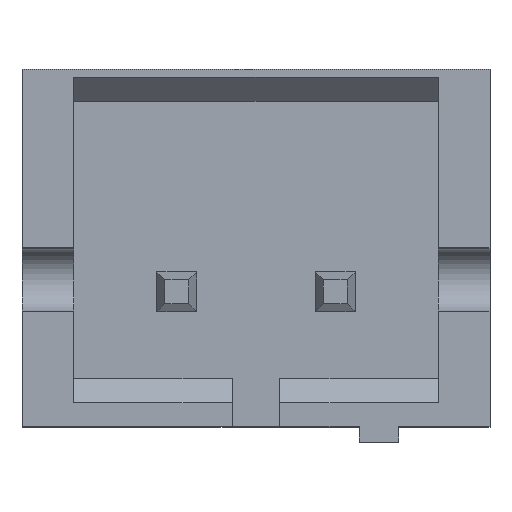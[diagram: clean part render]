
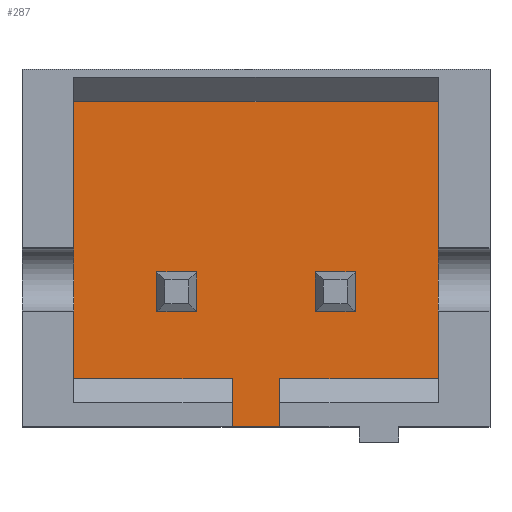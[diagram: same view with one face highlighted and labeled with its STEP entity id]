
A CAD part, top view. The second image highlights one B-rep face of the part: STEP entity #287.
In plain terms, the highlighted planar face has unit normal (0, 0, 1).
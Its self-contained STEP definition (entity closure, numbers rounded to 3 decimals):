
#287=ADVANCED_FACE('',(#975,#977,#979),#981,.T.);
#975=FACE_BOUND('',#976,.T.);
#976=EDGE_LOOP('',(#1552,#1553,#1554,#1555,#1556,#1557,#1558,#1559));
#977=FACE_BOUND('',#978,.T.);
#978=EDGE_LOOP('',(#1560,#1561,#1562,#1563));
#979=FACE_BOUND('',#980,.T.);
#980=EDGE_LOOP('',(#1564,#1565,#1566,#1567));
#981=PLANE('',#982);
#982=AXIS2_PLACEMENT_3D('',#983,#984,#985);
#983=CARTESIAN_POINT('',(0.,0.,1.75));
#984=DIRECTION('',(0.,0.,1.));
#985=DIRECTION('',(1.,0.,0.));
#1552=ORIENTED_EDGE('',*,*,#1927,.T.);
#1553=ORIENTED_EDGE('',*,*,#1928,.T.);
#1554=ORIENTED_EDGE('',*,*,#1929,.T.);
#1555=ORIENTED_EDGE('',*,*,#1930,.T.);
#1556=ORIENTED_EDGE('',*,*,#1849,.F.);
#1557=ORIENTED_EDGE('',*,*,#1926,.F.);
#1558=ORIENTED_EDGE('',*,*,#1931,.T.);
#1559=ORIENTED_EDGE('',*,*,#1916,.F.);
#1560=ORIENTED_EDGE('',*,*,#1932,.F.);
#1561=ORIENTED_EDGE('',*,*,#1933,.F.);
#1562=ORIENTED_EDGE('',*,*,#1934,.F.);
#1563=ORIENTED_EDGE('',*,*,#1935,.F.);
#1564=ORIENTED_EDGE('',*,*,#1936,.F.);
#1565=ORIENTED_EDGE('',*,*,#1937,.F.);
#1566=ORIENTED_EDGE('',*,*,#1938,.F.);
#1567=ORIENTED_EDGE('',*,*,#1939,.F.);
#1849=EDGE_CURVE('',#2100,#2102,#2103,.F.);
#1916=EDGE_CURVE('',#2212,#2214,#2215,.T.);
#1926=EDGE_CURVE('',#2227,#2100,#2229,.T.);
#1927=EDGE_CURVE('',#2212,#2230,#2231,.T.);
#1928=EDGE_CURVE('',#2230,#2232,#2233,.T.);
#1929=EDGE_CURVE('',#2232,#2234,#2235,.T.);
#1930=EDGE_CURVE('',#2234,#2102,#2236,.T.);
#1931=EDGE_CURVE('',#2227,#2214,#2237,.T.);
#1932=EDGE_CURVE('',#2238,#2239,#2240,.T.);
#1933=EDGE_CURVE('',#2241,#2238,#2242,.T.);
#1934=EDGE_CURVE('',#2243,#2241,#2244,.T.);
#1935=EDGE_CURVE('',#2239,#2243,#2245,.T.);
#1936=EDGE_CURVE('',#2246,#2247,#2248,.T.);
#1937=EDGE_CURVE('',#2249,#2246,#2250,.T.);
#1938=EDGE_CURVE('',#2251,#2249,#2252,.T.);
#1939=EDGE_CURVE('',#2247,#2251,#2253,.T.);
#2100=VERTEX_POINT('',#2529);
#2102=VERTEX_POINT('',#2533);
#2103=LINE('',#2534,#2535);
#2212=VERTEX_POINT('',#2777);
#2214=VERTEX_POINT('',#2781);
#2215=LINE('',#2782,#2783);
#2227=VERTEX_POINT('',#2812);
#2229=LINE('',#2816,#2817);
#2230=VERTEX_POINT('',#2819);
#2231=LINE('',#2820,#2821);
#2232=VERTEX_POINT('',#2823);
#2233=LINE('',#2824,#2825);
#2234=VERTEX_POINT('',#2827);
#2235=LINE('',#2828,#2829);
#2236=LINE('',#2831,#2832);
#2237=LINE('',#2834,#2835);
#2238=VERTEX_POINT('',#2837);
#2239=VERTEX_POINT('',#2838);
#2240=LINE('',#2839,#2840);
#2241=VERTEX_POINT('',#2842);
#2242=LINE('',#2843,#2844);
#2243=VERTEX_POINT('',#2846);
#2244=LINE('',#2847,#2848);
#2245=LINE('',#2850,#2851);
#2246=VERTEX_POINT('',#2853);
#2247=VERTEX_POINT('',#2854);
#2248=LINE('',#2855,#2856);
#2249=VERTEX_POINT('',#2858);
#2250=LINE('',#2859,#2860);
#2251=VERTEX_POINT('',#2862);
#2252=LINE('',#2863,#2864);
#2253=LINE('',#2866,#2867);
#2529=CARTESIAN_POINT('',(1.3,-1.7,1.75));
#2533=CARTESIAN_POINT('',(0.7,-1.7,1.75));
#2534=CARTESIAN_POINT('',(0.7,-1.7,1.75));
#2535=VECTOR('',#2536,1.);
#2536=DIRECTION('',(1.,0.,0.));
#2777=CARTESIAN_POINT('',(3.3,2.4,1.75));
#2781=CARTESIAN_POINT('',(3.3,-1.1,1.75));
#2782=CARTESIAN_POINT('',(3.3,2.4,1.75));
#2783=VECTOR('',#2784,1.);
#2784=DIRECTION('',(0.,-1.,0.));
#2812=CARTESIAN_POINT('',(1.3,-1.1,1.75));
#2816=CARTESIAN_POINT('',(1.3,-1.1,1.75));
#2817=VECTOR('',#2818,1.);
#2818=DIRECTION('',(0.,-1.,0.));
#2819=CARTESIAN_POINT('',(-1.3,2.4,1.75));
#2820=CARTESIAN_POINT('',(3.3,2.4,1.75));
#2821=VECTOR('',#2822,1.);
#2822=DIRECTION('',(-1.,0.,0.));
#2823=CARTESIAN_POINT('',(-1.3,-1.1,1.75));
#2824=CARTESIAN_POINT('',(-1.3,2.4,1.75));
#2825=VECTOR('',#2826,1.);
#2826=DIRECTION('',(0.,-1.,0.));
#2827=CARTESIAN_POINT('',(0.7,-1.1,1.75));
#2828=CARTESIAN_POINT('',(-1.3,-1.1,1.75));
#2829=VECTOR('',#2830,1.);
#2830=DIRECTION('',(1.,0.,0.));
#2831=CARTESIAN_POINT('',(0.7,-1.1,1.75));
#2832=VECTOR('',#2833,1.);
#2833=DIRECTION('',(0.,-1.,0.));
#2834=CARTESIAN_POINT('',(1.3,-1.1,1.75));
#2835=VECTOR('',#2836,1.);
#2836=DIRECTION('',(1.,0.,0.));
#2837=CARTESIAN_POINT('',(2.25,0.25,1.75));
#2838=CARTESIAN_POINT('',(1.75,0.25,1.75));
#2839=CARTESIAN_POINT('',(2.25,0.25,1.75));
#2840=VECTOR('',#2841,1.);
#2841=DIRECTION('',(-1.,0.,0.));
#2842=CARTESIAN_POINT('',(2.25,-0.25,1.75));
#2843=CARTESIAN_POINT('',(2.25,-0.25,1.75));
#2844=VECTOR('',#2845,1.);
#2845=DIRECTION('',(0.,1.,0.));
#2846=CARTESIAN_POINT('',(1.75,-0.25,1.75));
#2847=CARTESIAN_POINT('',(1.75,-0.25,1.75));
#2848=VECTOR('',#2849,1.);
#2849=DIRECTION('',(1.,0.,0.));
#2850=CARTESIAN_POINT('',(1.75,0.25,1.75));
#2851=VECTOR('',#2852,1.);
#2852=DIRECTION('',(0.,-1.,0.));
#2853=CARTESIAN_POINT('',(0.25,0.25,1.75));
#2854=CARTESIAN_POINT('',(-0.25,0.25,1.75));
#2855=CARTESIAN_POINT('',(0.25,0.25,1.75));
#2856=VECTOR('',#2857,1.);
#2857=DIRECTION('',(-1.,0.,0.));
#2858=CARTESIAN_POINT('',(0.25,-0.25,1.75));
#2859=CARTESIAN_POINT('',(0.25,-0.25,1.75));
#2860=VECTOR('',#2861,1.);
#2861=DIRECTION('',(0.,1.,0.));
#2862=CARTESIAN_POINT('',(-0.25,-0.25,1.75));
#2863=CARTESIAN_POINT('',(-0.25,-0.25,1.75));
#2864=VECTOR('',#2865,1.);
#2865=DIRECTION('',(1.,0.,0.));
#2866=CARTESIAN_POINT('',(-0.25,0.25,1.75));
#2867=VECTOR('',#2868,1.);
#2868=DIRECTION('',(0.,-1.,0.));
